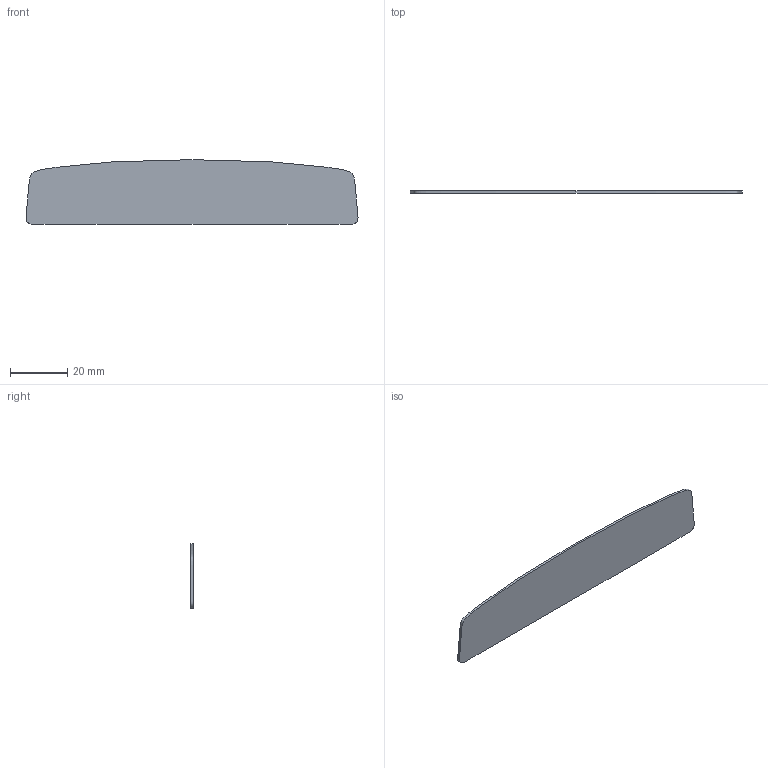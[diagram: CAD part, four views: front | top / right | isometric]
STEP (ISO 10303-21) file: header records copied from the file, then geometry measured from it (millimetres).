
FILE_DESCRIPTION(/* description */ (''),/* implementation_level */ '2;1');
FILE_NAME(/* name */ 'eba6b611-035d-410a-a0b5-04ac7754b7fe.stp',/* time_stamp */ '2019-09-01T13:19:07-06:00',/* author */ ('sridharPR5JY'),/* organization */ (''),/* preprocessor_version */ 'ST-DEVELOPER v18',/* originating_system */ 'Autodesk Translation Framework v8.2.0.1029',/* authorisation */ '');
FILE_SCHEMA (('AUTOMOTIVE_DESIGN { 1 0 10303 214 3 1 1 }'));
Length unit declared in the file: millimetre
Products named in the file (1): VISOR_GLASS
Bounding box: 115.59 x 0.85 x 22.5 mm (x, y, z)
Volume: 1673.7 mm3; surface area: 5004 mm2
Topology: 1 solids, 1 shells, 4 faces, 6 edges, 4 vertices
Faces by surface type: plane 2, bspline 2
Entity records: 710 total; most frequent: CARTESIAN_POINT 609, ORIENTED_EDGE 12, DIRECTION 8, EDGE_CURVE 6, FACE_OUTER_BOUND 4, EDGE_LOOP 4, B_SPLINE_CURVE_WITH_KNOTS 4, VERTEX_POINT 4
